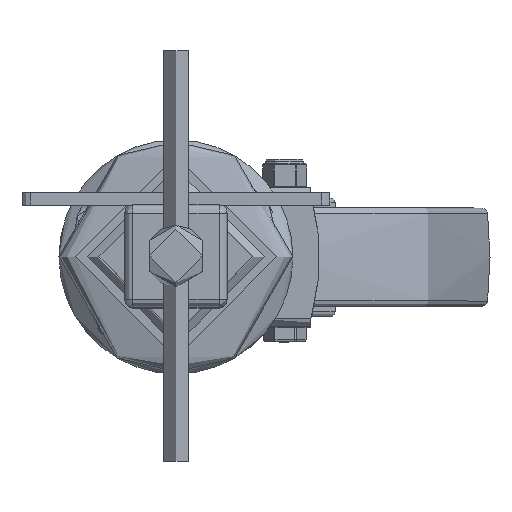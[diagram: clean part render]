
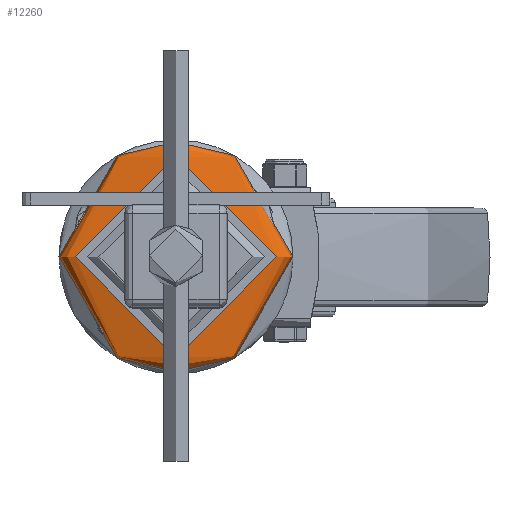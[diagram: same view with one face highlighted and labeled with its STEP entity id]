
A CAD part, top view. The second image highlights one B-rep face of the part: STEP entity #12260.
In plain terms, the highlighted toroidal (fillet/blend) face has major radius 49 mm and minor radius 8 mm.
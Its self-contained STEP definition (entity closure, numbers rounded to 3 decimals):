
#3328=FACE_OUTER_BOUND('',#4054,.T.);
#4054=EDGE_LOOP('',(#8446,#8447,#8448,#8449,#8450));
#4853=CIRCLE('',#13237,57.);
#4855=CIRCLE('',#13239,57.);
#4856=CIRCLE('',#13241,8.);
#4857=CIRCLE('',#13242,49.);
#5315=VERTEX_POINT('',#17696);
#5316=VERTEX_POINT('',#17697);
#5318=VERTEX_POINT('',#17704);
#6540=EDGE_CURVE('',#5315,#5316,#4853,.T.);
#6543=EDGE_CURVE('',#5316,#5315,#4855,.T.);
#6544=EDGE_CURVE('',#5316,#5318,#4856,.T.);
#6545=EDGE_CURVE('',#5318,#5318,#4857,.T.);
#8446=ORIENTED_EDGE('',*,*,#6540,.T.);
#8447=ORIENTED_EDGE('',*,*,#6544,.T.);
#8448=ORIENTED_EDGE('',*,*,#6545,.T.);
#8449=ORIENTED_EDGE('',*,*,#6544,.F.);
#8450=ORIENTED_EDGE('',*,*,#6543,.T.);
#12224=TOROIDAL_SURFACE('',#13240,49.,8.);
#12260=ADVANCED_FACE('',(#3328),#12224,.T.);
#13237=AXIS2_PLACEMENT_3D('',#17698,#14452,#14453);
#13239=AXIS2_PLACEMENT_3D('',#17702,#14457,#14458);
#13240=AXIS2_PLACEMENT_3D('',#17703,#14459,#14460);
#13241=AXIS2_PLACEMENT_3D('',#17705,#14461,#14462);
#13242=AXIS2_PLACEMENT_3D('',#17706,#14463,#14464);
#14452=DIRECTION('center_axis',(0.,0.,1.));
#14453=DIRECTION('ref_axis',(1.,0.,0.));
#14457=DIRECTION('center_axis',(0.,0.,1.));
#14458=DIRECTION('ref_axis',(1.,0.,0.));
#14459=DIRECTION('center_axis',(0.,0.,-1.));
#14460=DIRECTION('ref_axis',(-1.,0.,0.));
#14461=DIRECTION('center_axis',(0.,-1.,0.));
#14462=DIRECTION('ref_axis',(1.,0.,0.));
#14463=DIRECTION('center_axis',(0.,0.,-1.));
#14464=DIRECTION('ref_axis',(1.,0.,0.));
#17696=CARTESIAN_POINT('',(-57.,0.,5.5));
#17697=CARTESIAN_POINT('',(57.,0.,5.5));
#17698=CARTESIAN_POINT('Origin',(0.,0.,5.5));
#17702=CARTESIAN_POINT('Origin',(0.,0.,5.5));
#17703=CARTESIAN_POINT('Origin',(0.,0.,5.5));
#17704=CARTESIAN_POINT('',(49.,0.,13.5));
#17705=CARTESIAN_POINT('Origin',(49.,0.,5.5));
#17706=CARTESIAN_POINT('Origin',(0.,0.,13.5));
